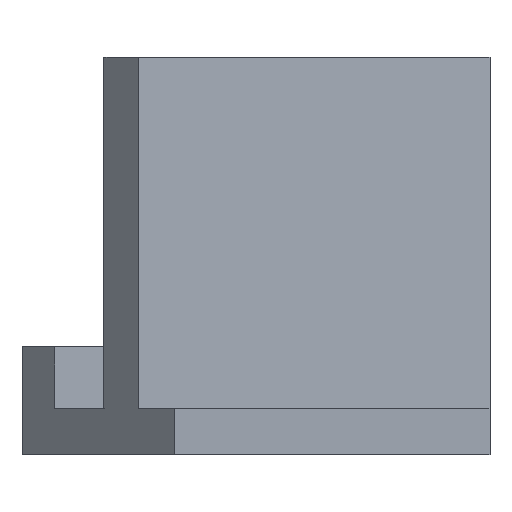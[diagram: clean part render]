
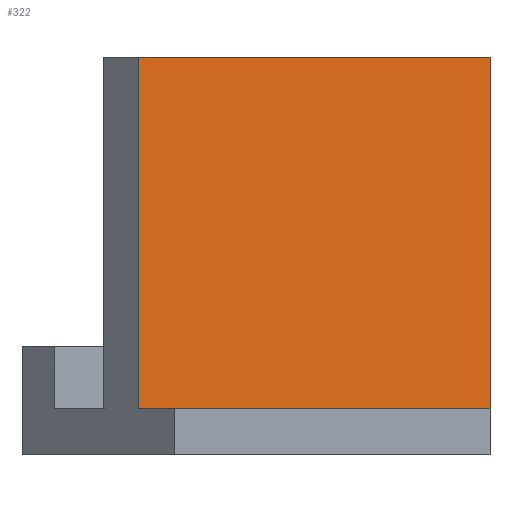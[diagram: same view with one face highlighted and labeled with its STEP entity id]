
A CAD part, left-side view. The second image highlights one B-rep face of the part: STEP entity #322.
In plain terms, the highlighted planar face has unit normal (-0.707, -0.707, 0).
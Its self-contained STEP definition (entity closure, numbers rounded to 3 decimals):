
#28=FACE_OUTER_BOUND('',#45,.T.);
#45=EDGE_LOOP('',(#235,#236,#237,#238));
#64=LINE('',#470,#104);
#76=LINE('',#494,#116);
#79=LINE('',#500,#119);
#80=LINE('',#501,#120);
#104=VECTOR('',#385,10.);
#116=VECTOR('',#401,10.);
#119=VECTOR('',#406,10.);
#120=VECTOR('',#407,10.);
#143=VERTEX_POINT('',#466);
#145=VERTEX_POINT('',#469);
#155=VERTEX_POINT('',#493);
#157=VERTEX_POINT('',#499);
#173=EDGE_CURVE('',#145,#143,#64,.T.);
#185=EDGE_CURVE('',#155,#145,#76,.T.);
#188=EDGE_CURVE('',#143,#157,#79,.T.);
#189=EDGE_CURVE('',#157,#155,#80,.T.);
#235=ORIENTED_EDGE('',*,*,#173,.T.);
#236=ORIENTED_EDGE('',*,*,#188,.T.);
#237=ORIENTED_EDGE('',*,*,#189,.T.);
#238=ORIENTED_EDGE('',*,*,#185,.T.);
#307=PLANE('',#362);
#322=ADVANCED_FACE('',(#28),#307,.T.);
#362=AXIS2_PLACEMENT_3D('',#498,#404,#405);
#385=DIRECTION('',(-0.707,0.707,0.));
#401=DIRECTION('',(0.,0.,1.));
#404=DIRECTION('center_axis',(-0.707,-0.707,0.));
#405=DIRECTION('ref_axis',(0.707,-0.707,0.));
#406=DIRECTION('',(0.,0.,-1.));
#407=DIRECTION('',(0.707,-0.707,0.));
#466=CARTESIAN_POINT('',(57.276,22.724,25.75));
#469=CARTESIAN_POINT('',(80.,0.,25.75));
#470=CARTESIAN_POINT('',(34.982,45.018,25.75));
#493=CARTESIAN_POINT('',(80.,0.,3.));
#494=CARTESIAN_POINT('',(80.,0.,0.));
#498=CARTESIAN_POINT('Origin',(0.,80.,0.));
#499=CARTESIAN_POINT('',(57.276,22.724,3.));
#500=CARTESIAN_POINT('',(57.276,22.724,0.));
#501=CARTESIAN_POINT('',(33.75,46.25,3.));
